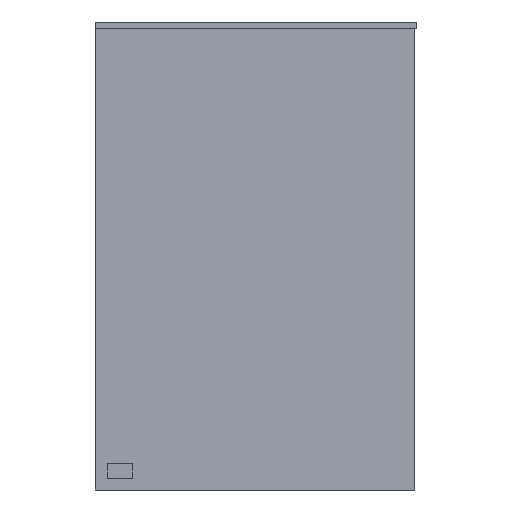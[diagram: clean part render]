
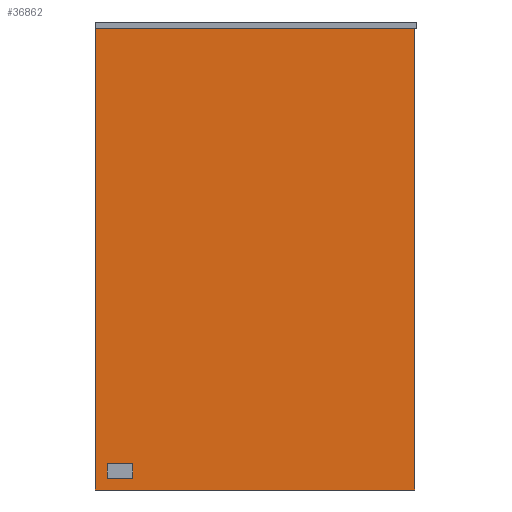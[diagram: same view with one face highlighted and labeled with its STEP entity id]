
A CAD part, left-side view. The second image highlights one B-rep face of the part: STEP entity #36862.
In plain terms, the highlighted planar face has unit normal (-1, 0, 0).
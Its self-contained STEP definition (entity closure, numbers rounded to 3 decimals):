
#3748=FACE_OUTER_BOUND('',#5799,.T.);
#5799=EDGE_LOOP('',(#29387,#29388,#29389,#29390));
#8977=LINE('',#59554,#13012);
#8981=LINE('',#59562,#13016);
#8984=LINE('',#59568,#13019);
#8987=LINE('',#59573,#13022);
#13012=VECTOR('',#47239,1.);
#13016=VECTOR('',#47245,1.);
#13019=VECTOR('',#47250,1.);
#13022=VECTOR('',#47255,1.);
#16705=VERTEX_POINT('',#59552);
#16706=VERTEX_POINT('',#59553);
#16709=VERTEX_POINT('',#59561);
#16711=VERTEX_POINT('',#59567);
#21205=EDGE_CURVE('',#16705,#16706,#8977,.T.);
#21209=EDGE_CURVE('',#16709,#16705,#8981,.T.);
#21212=EDGE_CURVE('',#16711,#16709,#8984,.T.);
#21215=EDGE_CURVE('',#16706,#16711,#8987,.T.);
#29387=ORIENTED_EDGE('',*,*,#21215,.F.);
#29388=ORIENTED_EDGE('',*,*,#21205,.F.);
#29389=ORIENTED_EDGE('',*,*,#21209,.F.);
#29390=ORIENTED_EDGE('',*,*,#21212,.F.);
#35224=PLANE('',#40279);
#36862=ADVANCED_FACE('',(#3748),#35224,.F.);
#40279=AXIS2_PLACEMENT_3D('',#59576,#47259,#47260);
#47239=DIRECTION('',(0.,1.,0.));
#47245=DIRECTION('',(0.,0.,-1.));
#47250=DIRECTION('',(0.,-1.,0.));
#47255=DIRECTION('',(0.,0.,1.));
#47259=DIRECTION('center_axis',(1.,0.,0.));
#47260=DIRECTION('ref_axis',(0.,0.,-1.));
#59552=CARTESIAN_POINT('',(0.,-378.,0.));
#59553=CARTESIAN_POINT('',(0.,0.,0.));
#59554=CARTESIAN_POINT('',(0.,-378.,0.));
#59561=CARTESIAN_POINT('',(0.,-378.,546.));
#59562=CARTESIAN_POINT('',(0.,-378.,546.));
#59567=CARTESIAN_POINT('',(0.,0.,546.));
#59568=CARTESIAN_POINT('',(0.,0.,546.));
#59573=CARTESIAN_POINT('',(0.,0.,0.));
#59576=CARTESIAN_POINT('Origin',(0.,-189.,273.));
